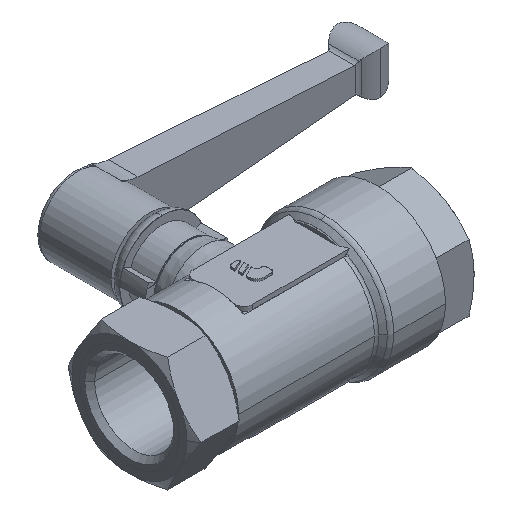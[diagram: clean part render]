
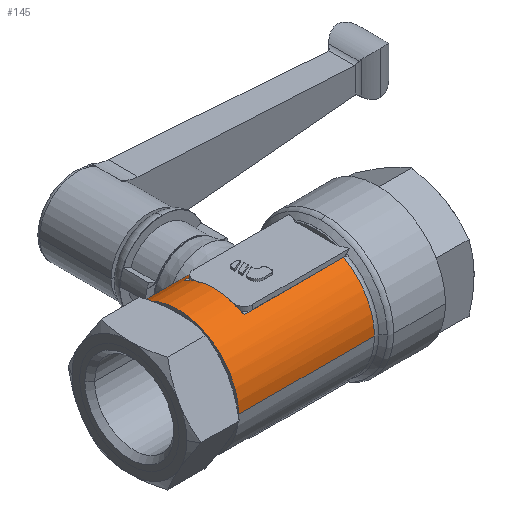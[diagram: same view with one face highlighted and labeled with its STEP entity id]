
A CAD part, isometric view. The second image highlights one B-rep face of the part: STEP entity #145.
In plain terms, the highlighted cylindrical face has radius 14.247 mm (diameter 28.494 mm), a partial arc.
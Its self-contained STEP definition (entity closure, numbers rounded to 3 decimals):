
#145=ADVANCED_FACE('',(#443),#444,.T.);
#443=FACE_OUTER_BOUND('',#841,.T.);
#444=CYLINDRICAL_SURFACE('',#842,14.247);
#841=EDGE_LOOP('',(#1861,#1862,#1863,#1864,#1865,#1866,#1867,#1868,#1869,#1870,#1871,#1872,#1873));
#842=AXIS2_PLACEMENT_3D('',#1874,#1875,#1876);
#1861=ORIENTED_EDGE('',*,*,#2752,.T.);
#1862=ORIENTED_EDGE('',*,*,#2963,.F.);
#1863=ORIENTED_EDGE('',*,*,#2964,.T.);
#1864=ORIENTED_EDGE('',*,*,#2965,.T.);
#1865=ORIENTED_EDGE('',*,*,#2966,.T.);
#1866=ORIENTED_EDGE('',*,*,#2958,.T.);
#1867=ORIENTED_EDGE('',*,*,#2950,.T.);
#1868=ORIENTED_EDGE('',*,*,#2967,.F.);
#1869=ORIENTED_EDGE('',*,*,#2756,.T.);
#1870=ORIENTED_EDGE('',*,*,#2710,.T.);
#1871=ORIENTED_EDGE('',*,*,#2709,.T.);
#1872=ORIENTED_EDGE('',*,*,#2754,.T.);
#1873=ORIENTED_EDGE('',*,*,#2624,.T.);
#1874=CARTESIAN_POINT('',(-5.621,0.0,0.0));
#1875=DIRECTION('',(1.0,0.0,0.0));
#1876=DIRECTION('',(0.0,-1.0,0.0));
#2624=EDGE_CURVE('',#3124,#3128,#3130,.T.);
#2709=EDGE_CURVE('',#3293,#3291,#3294,.T.);
#2710=EDGE_CURVE('',#3295,#3293,#3296,.T.);
#2752=EDGE_CURVE('',#3128,#3372,#3373,.T.);
#2754=EDGE_CURVE('',#3291,#3124,#3375,.T.);
#2756=EDGE_CURVE('',#3377,#3295,#3378,.T.);
#2950=EDGE_CURVE('',#3696,#3697,#3698,.T.);
#2958=EDGE_CURVE('',#3709,#3696,#3711,.T.);
#2963=EDGE_CURVE('',#3717,#3372,#3718,.T.);
#2964=EDGE_CURVE('',#3717,#3719,#3720,.T.);
#2965=EDGE_CURVE('',#3719,#3721,#3722,.T.);
#2966=EDGE_CURVE('',#3721,#3709,#3723,.T.);
#2967=EDGE_CURVE('',#3377,#3697,#3724,.T.);
#3124=VERTEX_POINT('',#3947);
#3128=VERTEX_POINT('',#3952);
#3130=CIRCLE('',#3955,14.247);
#3291=VERTEX_POINT('',#4246);
#3293=VERTEX_POINT('',#4249);
#3294=B_SPLINE_CURVE_WITH_KNOTS('',3,(#4250,#4251,#4252,#4253,#4254,#4255,#4256,#4257,#4258,#4259,#4260,#4261,#4262,#4263,#4264,#4265,#4266,#4267),.UNSPECIFIED.,.F.,.F.,(4,2,2,2,2,2,2,2,4),(0.0,1.715,3.429,5.144,6.858,8.56,10.262,11.964,13.666),.UNSPECIFIED.);
#3295=VERTEX_POINT('',#4268);
#3296=B_SPLINE_CURVE_WITH_KNOTS('',3,(#4269,#4270,#4271,#4272,#4273,#4274,#4275,#4276,#4277,#4278,#4279,#4280,#4281,#4282,#4283,#4284,#4285,#4286),.UNSPECIFIED.,.F.,.F.,(4,2,2,2,2,2,2,2,4),(40.998,42.7,44.402,46.104,47.806,49.52,51.235,52.949,54.664),.UNSPECIFIED.);
#3372=VERTEX_POINT('',#4576);
#3373=LINE('',#4577,#4578);
#3375=LINE('',#4580,#4581);
#3377=VERTEX_POINT('',#4616);
#3378=LINE('',#4617,#4618);
#3696=VERTEX_POINT('',#5276);
#3697=VERTEX_POINT('',#5277);
#3698=LINE('',#5278,#5279);
#3709=VERTEX_POINT('',#5328);
#3711=B_SPLINE_CURVE_WITH_KNOTS('',3,(#5330,#5331,#5332,#5333,#5334,#5335,#5336,#5337,#5338,#5339,#5340,#5341,#5342,#5343,#5344,#5345,#5346,#5347,#5348,#5349,#5350,#5351),.UNSPECIFIED.,.F.,.F.,(4,2,2,2,2,2,2,2,2,2,4),(2.688,3.084,3.498,3.912,4.326,4.74,5.117,5.495,5.872,6.249,6.627),.UNSPECIFIED.);
#3717=VERTEX_POINT('',#5367);
#3718=CIRCLE('',#5368,14.247);
#3719=VERTEX_POINT('',#5369);
#3720=LINE('',#5370,#5371);
#3721=VERTEX_POINT('',#5372);
#3722=CIRCLE('',#5373,14.247);
#3723=LINE('',#5374,#5375);
#3724=CIRCLE('',#5376,14.247);
#3947=CARTESIAN_POINT('',(-21.579,14.247,0.));
#3952=CARTESIAN_POINT('',(-21.579,-14.247,0.0));
#3955=AXIS2_PLACEMENT_3D('',#6207,#6208,#6209);
#4246=CARTESIAN_POINT('',(-8.773,14.247,0.));
#4249=CARTESIAN_POINT('',(0.0,11.225,8.773));
#4250=CARTESIAN_POINT('',(0.0,11.225,8.773));
#4251=CARTESIAN_POINT('',(-0.572,11.225,8.773));
#4252=CARTESIAN_POINT('',(-1.155,11.27,8.717));
#4253=CARTESIAN_POINT('',(-2.301,11.445,8.486));
#4254=CARTESIAN_POINT('',(-2.865,11.574,8.313));
#4255=CARTESIAN_POINT('',(-3.938,11.885,7.861));
#4256=CARTESIAN_POINT('',(-4.448,12.067,7.583));
#4257=CARTESIAN_POINT('',(-5.39,12.445,6.946));
#4258=CARTESIAN_POINT('',(-5.821,12.641,6.586));
#4259=CARTESIAN_POINT('',(-6.583,13.009,5.824));
#4260=CARTESIAN_POINT('',(-6.942,13.196,5.394));
#4261=CARTESIAN_POINT('',(-7.581,13.543,4.452));
#4262=CARTESIAN_POINT('',(-7.861,13.703,3.94));
#4263=CARTESIAN_POINT('',(-8.314,13.968,2.863));
#4264=CARTESIAN_POINT('',(-8.488,14.073,2.297));
#4265=CARTESIAN_POINT('',(-8.717,14.212,1.149));
#4266=CARTESIAN_POINT('',(-8.773,14.247,0.567));
#4267=CARTESIAN_POINT('',(-8.773,14.247,0.));
#4268=CARTESIAN_POINT('',(8.773,14.247,0.));
#4269=CARTESIAN_POINT('',(8.773,14.247,0.));
#4270=CARTESIAN_POINT('',(8.773,14.247,0.567));
#4271=CARTESIAN_POINT('',(8.717,14.212,1.149));
#4272=CARTESIAN_POINT('',(8.488,14.073,2.297));
#4273=CARTESIAN_POINT('',(8.314,13.968,2.863));
#4274=CARTESIAN_POINT('',(7.861,13.703,3.94));
#4275=CARTESIAN_POINT('',(7.581,13.543,4.452));
#4276=CARTESIAN_POINT('',(6.942,13.196,5.394));
#4277=CARTESIAN_POINT('',(6.583,13.009,5.824));
#4278=CARTESIAN_POINT('',(5.821,12.641,6.586));
#4279=CARTESIAN_POINT('',(5.39,12.445,6.946));
#4280=CARTESIAN_POINT('',(4.448,12.067,7.583));
#4281=CARTESIAN_POINT('',(3.938,11.885,7.861));
#4282=CARTESIAN_POINT('',(2.865,11.574,8.313));
#4283=CARTESIAN_POINT('',(2.301,11.445,8.486));
#4284=CARTESIAN_POINT('',(1.155,11.27,8.717));
#4285=CARTESIAN_POINT('',(0.572,11.225,8.773));
#4286=CARTESIAN_POINT('',(0.0,11.225,8.773));
#4576=CARTESIAN_POINT('',(10.336,-14.247,0.));
#4577=CARTESIAN_POINT('',(-5.621,-14.247,0.));
#4578=VECTOR('',#6449,1.0);
#4580=CARTESIAN_POINT('',(-5.621,14.247,0.));
#4581=VECTOR('',#6453,1.0);
#4616=CARTESIAN_POINT('',(10.336,14.247,0.));
#4617=CARTESIAN_POINT('',(-5.621,14.247,0.));
#4618=VECTOR('',#6454,1.0);
#5276=CARTESIAN_POINT('',(-10.995,7.003,12.407));
#5277=CARTESIAN_POINT('',(10.336,7.003,12.407));
#5278=CARTESIAN_POINT('',(-0.33,7.003,12.407));
#5279=VECTOR('',#6752,1.0);
#5328=CARTESIAN_POINT('',(-11.134,6.998,12.41));
#5330=CARTESIAN_POINT('',(-12.958,4.622,13.477));
#5331=CARTESIAN_POINT('',(-12.983,4.751,13.432));
#5332=CARTESIAN_POINT('',(-12.995,4.879,13.386));
#5333=CARTESIAN_POINT('',(-12.995,5.132,13.291));
#5334=CARTESIAN_POINT('',(-12.982,5.265,13.239));
#5335=CARTESIAN_POINT('',(-12.929,5.529,13.131));
#5336=CARTESIAN_POINT('',(-12.889,5.659,13.076));
#5337=CARTESIAN_POINT('',(-12.783,5.91,12.964));
#5338=CARTESIAN_POINT('',(-12.717,6.029,12.909));
#5339=CARTESIAN_POINT('',(-12.563,6.251,12.803));
#5340=CARTESIAN_POINT('',(-12.476,6.353,12.753));
#5341=CARTESIAN_POINT('',(-12.297,6.526,12.665));
#5342=CARTESIAN_POINT('',(-12.2,6.604,12.624));
#5343=CARTESIAN_POINT('',(-11.989,6.743,12.551));
#5344=CARTESIAN_POINT('',(-11.874,6.804,12.517));
#5345=CARTESIAN_POINT('',(-11.632,6.903,12.463));
#5346=CARTESIAN_POINT('',(-11.506,6.941,12.442));
#5347=CARTESIAN_POINT('',(-11.25,6.991,12.414));
#5348=CARTESIAN_POINT('',(-11.121,7.003,12.407));
#5349=CARTESIAN_POINT('',(-10.869,7.003,12.407));
#5350=CARTESIAN_POINT('',(-10.74,6.991,12.414));
#5351=CARTESIAN_POINT('',(-10.612,6.966,12.428));
#5367=CARTESIAN_POINT('',(10.336,-6.998,12.41));
#5368=AXIS2_PLACEMENT_3D('',#6766,#6767,#6768);
#5369=CARTESIAN_POINT('',(-13.0,-6.998,12.41));
#5370=CARTESIAN_POINT('',(-1.332,-6.998,12.41));
#5371=VECTOR('',#6769,1.0);
#5372=CARTESIAN_POINT('',(-13.0,6.998,12.41));
#5373=AXIS2_PLACEMENT_3D('',#6770,#6771,#6772);
#5374=CARTESIAN_POINT('',(-1.332,6.998,12.41));
#5375=VECTOR('',#6773,1.0);
#5376=AXIS2_PLACEMENT_3D('',#6774,#6775,#6776);
#6207=CARTESIAN_POINT('',(-21.579,0.0,0.0));
#6208=DIRECTION('',(1.0,0.0,0.0));
#6209=DIRECTION('',(0.0,-1.0,0.0));
#6449=DIRECTION('',(1.0,0.0,0.0));
#6453=DIRECTION('',(-1.0,-0.0,-0.0));
#6454=DIRECTION('',(-1.0,-0.0,-0.0));
#6752=DIRECTION('',(1.0,0.0,0.0));
#6766=CARTESIAN_POINT('',(10.336,0.0,0.0));
#6767=DIRECTION('',(1.0,0.0,0.0));
#6768=DIRECTION('',(0.0,-1.0,0.0));
#6769=DIRECTION('',(-1.0,-0.0,-0.0));
#6770=CARTESIAN_POINT('',(-13.0,0.0,0.0));
#6771=DIRECTION('',(-1.0,-0.0,0.0));
#6772=DIRECTION('',(0.0,-1.0,0.0));
#6773=DIRECTION('',(1.0,0.0,0.0));
#6774=CARTESIAN_POINT('',(10.336,0.0,0.0));
#6775=DIRECTION('',(1.0,0.0,0.0));
#6776=DIRECTION('',(0.0,-1.0,0.0));
